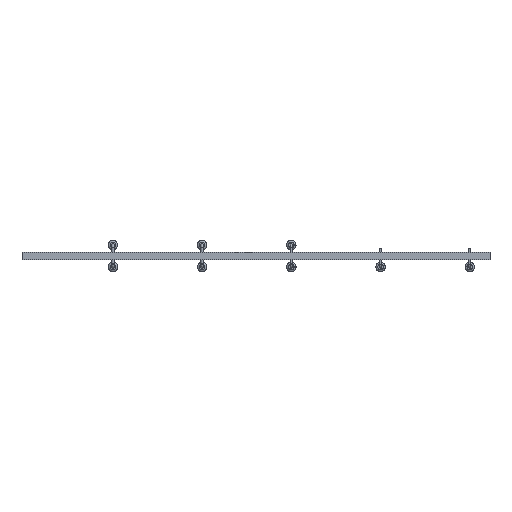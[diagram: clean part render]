
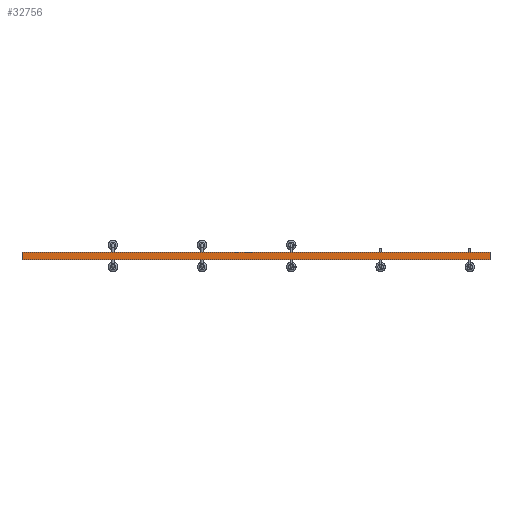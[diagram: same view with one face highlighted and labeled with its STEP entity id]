
A CAD part, front view. The second image highlights one B-rep face of the part: STEP entity #32756.
In plain terms, the highlighted planar face has unit normal (0, -1, 0).
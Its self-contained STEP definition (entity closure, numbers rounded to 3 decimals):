
#32756 = ADVANCED_FACE('',(#32757),#32791,.T.);
#32757 = FACE_BOUND('',#32758,.T.);
#32758 = EDGE_LOOP('',(#32759,#32769,#32777,#32785));
#32759 = ORIENTED_EDGE('',*,*,#32760,.T.);
#32760 = EDGE_CURVE('',#32761,#32763,#32765,.T.);
#32761 = VERTEX_POINT('',#32762);
#32762 = CARTESIAN_POINT('',(185.25,-131.3,0.));
#32763 = VERTEX_POINT('',#32764);
#32764 = CARTESIAN_POINT('',(185.25,-131.3,1.51));
#32765 = LINE('',#32766,#32767);
#32766 = CARTESIAN_POINT('',(185.25,-131.3,0.));
#32767 = VECTOR('',#32768,1.);
#32768 = DIRECTION('',(0.,0.,1.));
#32769 = ORIENTED_EDGE('',*,*,#32770,.T.);
#32770 = EDGE_CURVE('',#32763,#32771,#32773,.T.);
#32771 = VERTEX_POINT('',#32772);
#32772 = CARTESIAN_POINT('',(85.35,-131.3,1.51));
#32773 = LINE('',#32774,#32775);
#32774 = CARTESIAN_POINT('',(185.25,-131.3,1.51));
#32775 = VECTOR('',#32776,1.);
#32776 = DIRECTION('',(-1.,0.,0.));
#32777 = ORIENTED_EDGE('',*,*,#32778,.F.);
#32778 = EDGE_CURVE('',#32779,#32771,#32781,.T.);
#32779 = VERTEX_POINT('',#32780);
#32780 = CARTESIAN_POINT('',(85.35,-131.3,0.));
#32781 = LINE('',#32782,#32783);
#32782 = CARTESIAN_POINT('',(85.35,-131.3,0.));
#32783 = VECTOR('',#32784,1.);
#32784 = DIRECTION('',(0.,0.,1.));
#32785 = ORIENTED_EDGE('',*,*,#32786,.F.);
#32786 = EDGE_CURVE('',#32761,#32779,#32787,.T.);
#32787 = LINE('',#32788,#32789);
#32788 = CARTESIAN_POINT('',(185.25,-131.3,0.));
#32789 = VECTOR('',#32790,1.);
#32790 = DIRECTION('',(-1.,0.,0.));
#32791 = PLANE('',#32792);
#32792 = AXIS2_PLACEMENT_3D('',#32793,#32794,#32795);
#32793 = CARTESIAN_POINT('',(185.25,-131.3,0.));
#32794 = DIRECTION('',(0.,-1.,0.));
#32795 = DIRECTION('',(-1.,0.,0.));
